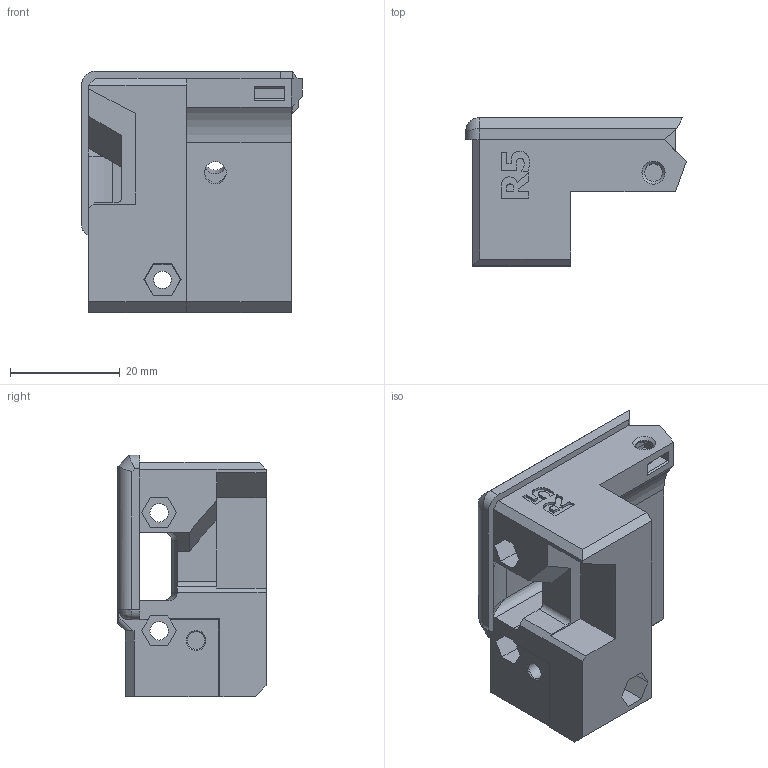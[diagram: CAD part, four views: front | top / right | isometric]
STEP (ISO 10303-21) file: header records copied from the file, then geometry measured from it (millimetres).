
FILE_DESCRIPTION(/* description */ (''),/* implementation_level */ '2;1');
FILE_NAME(/* name */ 'corexy-back-right-top_R5.stp',/* time_stamp */ '2023-12-19T11:03:16+01:00',/* author */ ('Dominik Tebich'),/* organization */ (''),/* preprocessor_version */ 'ST-DEVELOPER v19.2',/* originating_system */ 'Autodesk Inventor 2023',/* authorisation */ '');
FILE_SCHEMA (('AUTOMOTIVE_DESIGN { 1 0 10303 214 3 1 1 }'));
Length unit declared in the file: millimetre
Products named in the file (1): corexy-back-right-top_R5
Bounding box: 40.25 x 27 x 44 mm (x, y, z)
Volume: 22086.4 mm3; surface area: 10040 mm2
Topology: 1 solids, 1 shells, 199 faces, 531 edges, 340 vertices
Faces by surface type: plane 137, bspline 29, cylinder 26, torus 4, cone 3
Full cylindrical faces by diameter (mm): 3.2 x5, 3.3 x2, 3.35 x2
Entity records: 6566 total; most frequent: CARTESIAN_POINT 1699, ORIENTED_EDGE 1058, DIRECTION 882, EDGE_CURVE 529, LINE 398, VECTOR 398, VERTEX_POINT 340, AXIS2_PLACEMENT_3D 242
